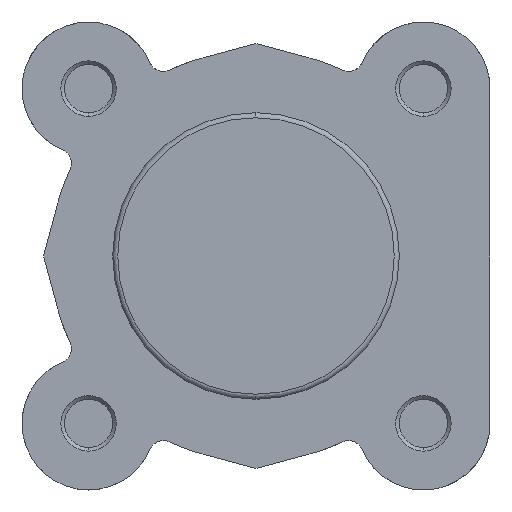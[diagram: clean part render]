
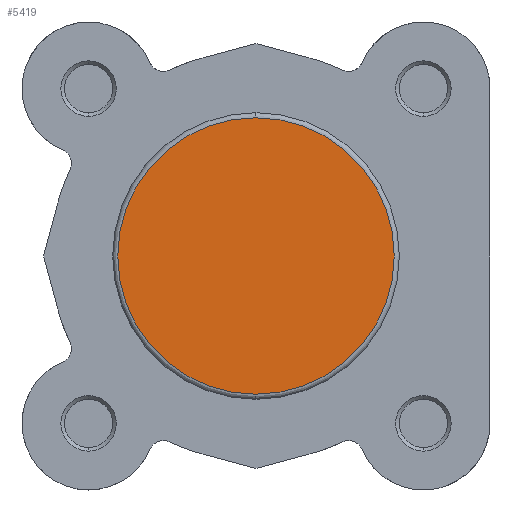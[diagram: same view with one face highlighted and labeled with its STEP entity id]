
A CAD part, left-side view. The second image highlights one B-rep face of the part: STEP entity #5419.
In plain terms, the highlighted planar face has unit normal (-1, 0, 0).
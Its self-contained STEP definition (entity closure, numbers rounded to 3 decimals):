
#183 = CIRCLE ( 'NONE', #3843, 19.2 ) ;
#658 = CIRCLE ( 'NONE', #3919, 19.2 ) ;
#1284 = FACE_OUTER_BOUND ( 'NONE', #5090, .T. ) ;
#1360 = CARTESIAN_POINT ( 'NONE',  ( 0., 12.5, 0. ) ) ;
#1361 = PLANE ( 'NONE',  #4045 ) ;
#1362 = DIRECTION ( 'NONE',  ( 1., 0., 0. ) ) ;
#1364 = DIRECTION ( 'NONE',  ( 0., 0., -1. ) ) ;
#3069 = CARTESIAN_POINT ( 'NONE',  ( 0., 0., 19.2 ) ) ;
#3070 = CARTESIAN_POINT ( 'NONE',  ( 0., 0., -19.2 ) ) ;
#3490 = EDGE_CURVE ( 'NONE', #5830, #5831, #183, .T. ) ;
#3614 = EDGE_CURVE ( 'NONE', #5831, #5830, #658, .T. ) ;
#3843 = AXIS2_PLACEMENT_3D ( 'NONE', #6440, #6441, #6442 ) ;
#3919 = AXIS2_PLACEMENT_3D ( 'NONE', #6757, #6764, #6765 ) ;
#4045 = AXIS2_PLACEMENT_3D ( 'NONE', #1360, #1362, #1364 ) ;
#4442 = ORIENTED_EDGE ( 'NONE', *, *, #3614, .T. ) ;
#4507 = ORIENTED_EDGE ( 'NONE', *, *, #3490, .T. ) ;
#5090 = EDGE_LOOP ( 'NONE', ( #4442, #4507 ) ) ;
#5419 = ADVANCED_FACE ( 'NONE', ( #1284 ), #1361, .F. ) ;
#5830 = VERTEX_POINT ( 'NONE', #3069 ) ;
#5831 = VERTEX_POINT ( 'NONE', #3070 ) ;
#6440 = CARTESIAN_POINT ( 'NONE',  ( 0., 0., 0. ) ) ;
#6441 = DIRECTION ( 'NONE',  ( -1., 0., 0. ) ) ;
#6442 = DIRECTION ( 'NONE',  ( 0., 0., -1. ) ) ;
#6757 = CARTESIAN_POINT ( 'NONE',  ( 0., 0., 0. ) ) ;
#6764 = DIRECTION ( 'NONE',  ( -1., 0., 0. ) ) ;
#6765 = DIRECTION ( 'NONE',  ( 0., 0., -1. ) ) ;
